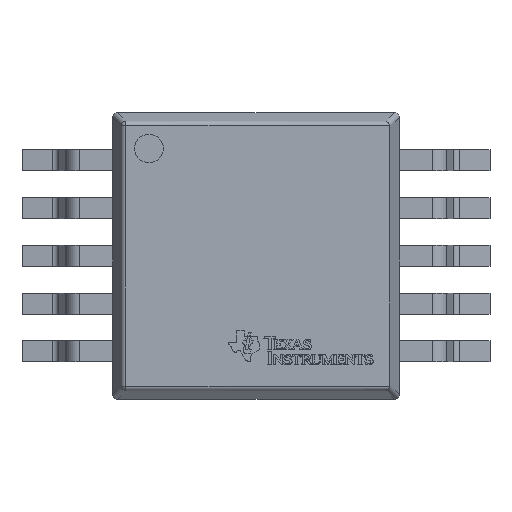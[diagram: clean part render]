
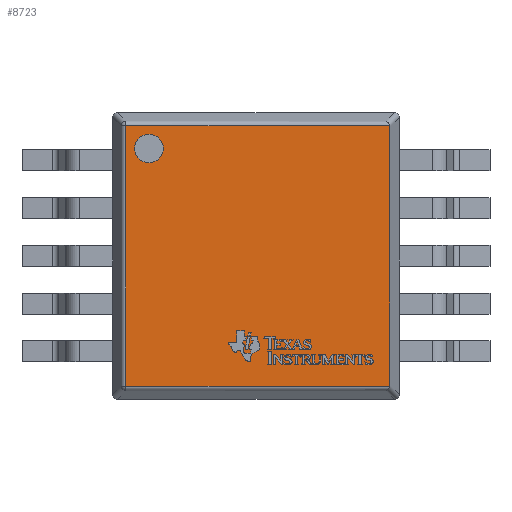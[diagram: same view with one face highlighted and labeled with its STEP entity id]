
A CAD part, top view. The second image highlights one B-rep face of the part: STEP entity #8723.
In plain terms, the highlighted planar face has unit normal (0, 0, 1).
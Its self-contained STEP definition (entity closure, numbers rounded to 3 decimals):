
#636=PLANE('',#9429);
#916=ELLIPSE('',#9366,0.055,0.05);
#920=ELLIPSE('',#9382,0.055,0.05);
#958=LINE('',#11580,#1882);
#963=LINE('',#11599,#1887);
#968=LINE('',#11617,#1892);
#994=LINE('',#11691,#1918);
#1882=VECTOR('',#9835,10.);
#1887=VECTOR('',#9854,10.);
#1892=VECTOR('',#9873,10.);
#1918=VECTOR('',#9959,10.);
#2863=FACE_OUTER_BOUND('',#3353,.T.);
#3353=EDGE_LOOP('',(#6213,#6214,#6215,#6216,#6217,#6218));
#3861=VERTEX_POINT('',#11551);
#3862=VERTEX_POINT('',#11553);
#3865=VERTEX_POINT('',#11560);
#3869=VERTEX_POINT('',#11572);
#3875=VERTEX_POINT('',#11589);
#3876=VERTEX_POINT('',#11591);
#4737=EDGE_CURVE('',#3861,#3862,#916,.T.);
#4750=EDGE_CURVE('',#3869,#3865,#958,.T.);
#4755=EDGE_CURVE('',#3875,#3876,#920,.T.);
#4759=EDGE_CURVE('',#3876,#3869,#963,.T.);
#4769=EDGE_CURVE('',#3865,#3861,#968,.T.);
#4810=EDGE_CURVE('',#3862,#3875,#994,.T.);
#6213=ORIENTED_EDGE('',*,*,#4755,.F.);
#6214=ORIENTED_EDGE('',*,*,#4810,.F.);
#6215=ORIENTED_EDGE('',*,*,#4737,.F.);
#6216=ORIENTED_EDGE('',*,*,#4769,.F.);
#6217=ORIENTED_EDGE('',*,*,#4750,.F.);
#6218=ORIENTED_EDGE('',*,*,#4759,.F.);
#8723=ADVANCED_FACE('',(#2863),#636,.T.);
#9366=AXIS2_PLACEMENT_3D('',#11554,#9805,#9806);
#9382=AXIS2_PLACEMENT_3D('',#11592,#9845,#9846);
#9429=AXIS2_PLACEMENT_3D('',#11701,#9975,#9976);
#9805=DIRECTION('center_axis',(0.,0.,-1.));
#9806=DIRECTION('ref_axis',(-0.707,0.707,0.));
#9835=DIRECTION('',(-1.,0.,0.));
#9845=DIRECTION('center_axis',(0.,0.,-1.));
#9846=DIRECTION('ref_axis',(0.707,0.707,0.));
#9854=DIRECTION('',(0.,-1.,0.));
#9873=DIRECTION('',(0.,1.,0.));
#9959=DIRECTION('',(1.,0.,0.));
#9975=DIRECTION('center_axis',(0.,0.,1.));
#9976=DIRECTION('ref_axis',(1.,0.,0.));
#11551=CARTESIAN_POINT('',(-1.364,1.399,0.95));
#11553=CARTESIAN_POINT('',(-1.353,1.4,0.95));
#11554=CARTESIAN_POINT('Origin',(-1.347,1.347,0.95));
#11560=CARTESIAN_POINT('',(-1.364,-1.364,0.95));
#11572=CARTESIAN_POINT('',(1.364,-1.364,0.95));
#11580=CARTESIAN_POINT('',(-0.375,-1.364,0.95));
#11589=CARTESIAN_POINT('',(1.353,1.4,0.95));
#11591=CARTESIAN_POINT('',(1.364,1.399,0.95));
#11592=CARTESIAN_POINT('Origin',(1.347,1.347,0.95));
#11599=CARTESIAN_POINT('',(1.364,-0.375,0.95));
#11617=CARTESIAN_POINT('',(-1.364,0.375,0.95));
#11691=CARTESIAN_POINT('',(0.75,1.4,0.95));
#11701=CARTESIAN_POINT('Origin',(0.,0.,0.95));
